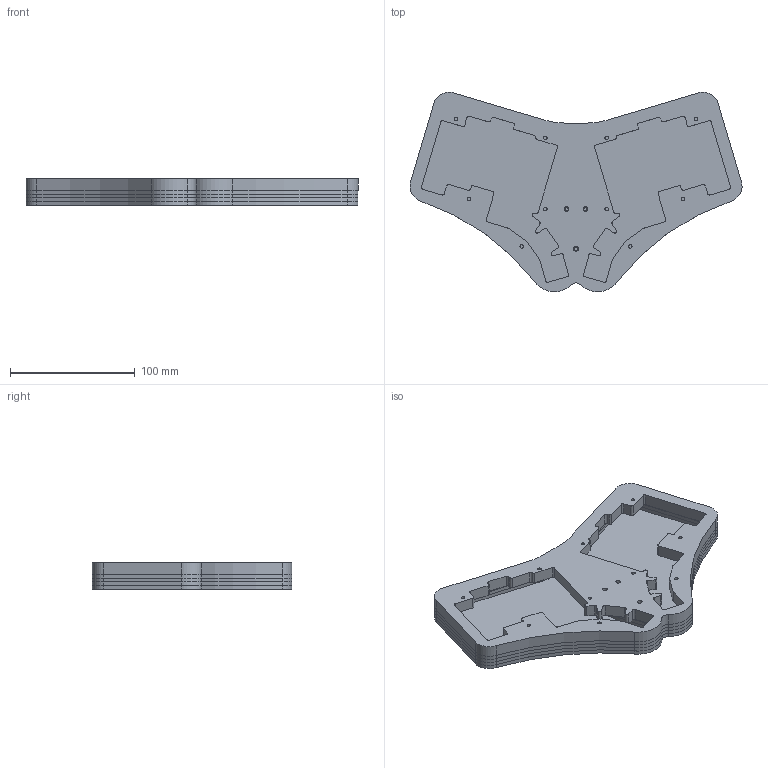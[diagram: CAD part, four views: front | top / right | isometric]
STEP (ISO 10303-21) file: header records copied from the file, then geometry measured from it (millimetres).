
FILE_DESCRIPTION(/* description */ (''),/* implementation_level */ '2;1');
FILE_NAME(/* name */ '071f82f8-9c23-472c-a766-a03e8fb39cac.stp',/* time_stamp */ '2017-08-20T00:55:47-07:00',/* author */ (''),/* organization */ (''),/* preprocessor_version */ 'ST-DEVELOPER v16.13',/* originating_system */ 'Autodesk Translation Framework v6.1.1.50',/* authorisation */ '');
FILE_SCHEMA (('AUTOMOTIVE_DESIGN { 1 0 10303 214 3 1 1 }'));
Length unit declared in the file: inch
Products named in the file (1): Acrylic Case
Bounding box: 265.71 x 159.63 x 21.54 mm (x, y, z)
Volume: 270641.8 mm3; surface area: 154283.5 mm2
Topology: 5 solids, 5 shells, 320 faces, 930 edges, 620 vertices
Faces by surface type: cylinder 191, plane 129
Full cylindrical faces by diameter (mm): 2.769 x19, 3.708 x3
Entity records: 10743 total; most frequent: DIRECTION 1932, CARTESIAN_POINT 1849, ORIENTED_EDGE 1816, EDGE_CURVE 908, AXIS2_PLACEMENT_3D 703, VERTEX_POINT 620, LINE 526, VECTOR 526
